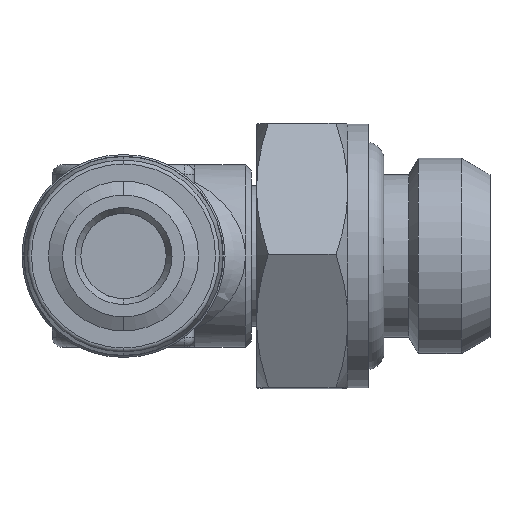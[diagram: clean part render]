
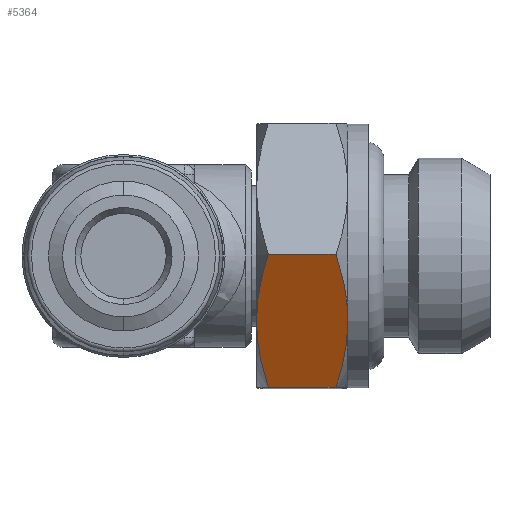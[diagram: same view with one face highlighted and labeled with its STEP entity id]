
A CAD part, left-side view. The second image highlights one B-rep face of the part: STEP entity #5364.
In plain terms, the highlighted planar face has unit normal (-0.871, 0, -0.491).
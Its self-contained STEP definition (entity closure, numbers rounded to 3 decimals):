
#579 = PLANE ( 'NONE',  #3106 ) ;
#598 = CARTESIAN_POINT ( 'NONE',  ( -3.819, -2.35, -6.462 ) ) ;
#599 = DIRECTION ( 'NONE',  ( -0.871, 0., -0.491 ) ) ;
#600 = DIRECTION ( 'NONE',  ( -0.491, 0., 0.871 ) ) ;
#1153 = CARTESIAN_POINT ( 'NONE',  ( -5.818, 9.15, -2.915 ) ) ;
#1154 = CARTESIAN_POINT ( 'NONE',  ( -5.662, 9.15, -3.193 ) ) ;
#1155 = CARTESIAN_POINT ( 'NONE',  ( -3.819, 8.569, -6.462 ) ) ;
#1156 = CARTESIAN_POINT ( 'NONE',  ( -4.12, 8.747, -5.927 ) ) ;
#1157 = CARTESIAN_POINT ( 'NONE',  ( -5.975, 9.136, -2.637 ) ) ;
#1158 = CARTESIAN_POINT ( 'NONE',  ( -6.286, 9.083, -2.085 ) ) ;
#1159 = CARTESIAN_POINT ( 'NONE',  ( -6.441, 9.044, -1.812 ) ) ;
#1160 = CARTESIAN_POINT ( 'NONE',  ( -6.901, 8.892, -0.995 ) ) ;
#1161 = CARTESIAN_POINT ( 'NONE',  ( -7.204, 8.746, -0.457 ) ) ;
#1162 = CARTESIAN_POINT ( 'NONE',  ( -7.505, 8.569, 0.076 ) ) ;
#1165 = CARTESIAN_POINT ( 'NONE',  ( -4.424, 8.893, -5.388 ) ) ;
#1166 = CARTESIAN_POINT ( 'NONE',  ( -5.038, 9.095, -4.3 ) ) ;
#1167 = CARTESIAN_POINT ( 'NONE',  ( -5.348, 9.15, -3.75 ) ) ;
#1168 = CARTESIAN_POINT ( 'NONE',  ( -5.662, 9.15, -3.193 ) ) ;
#2269 = LINE ( 'NONE', #8026, #2273 ) ;
#2273 = VECTOR ( 'NONE', #8025, 1000. ) ;
#2274 = LINE ( 'NONE', #8042, #2275 ) ;
#2275 = VECTOR ( 'NONE', #8041, 1000. ) ;
#2366 = ORIENTED_EDGE ( 'NONE', *, *, #2784, .F. ) ;
#2367 = ORIENTED_EDGE ( 'NONE', *, *, #2768, .F. ) ;
#2368 = ORIENTED_EDGE ( 'NONE', *, *, #2767, .F. ) ;
#2369 = ORIENTED_EDGE ( 'NONE', *, *, #2781, .T. ) ;
#2370 = ORIENTED_EDGE ( 'NONE', *, *, #8477, .F. ) ;
#2371 = ORIENTED_EDGE ( 'NONE', *, *, #8478, .F. ) ;
#2767 = EDGE_CURVE ( 'NONE', #4860, #4867, #2791, .T. ) ;
#2768 = EDGE_CURVE ( 'NONE', #4867, #4872, #2790, .T. ) ;
#2781 = EDGE_CURVE ( 'NONE', #4860, #4899, #2269, .T. ) ;
#2784 = EDGE_CURVE ( 'NONE', #4872, #4818, #2274, .T. ) ;
#2790 = B_SPLINE_CURVE_WITH_KNOTS ( 'NONE', 3,
 ( #8475, #8474, #7960, #7961, #7962, #7963, #7964, #7965 ),
 .UNSPECIFIED., .F., .F.,
 ( 4, 2, 2, 4 ),
 ( 0.004, 0.005, 0.006, 0.008 ),
 .UNSPECIFIED. ) ;
#2791 = B_SPLINE_CURVE_WITH_KNOTS ( 'NONE', 3,
 ( #7952, #7954, #7955, #7956, #7957, #7958 ),
 .UNSPECIFIED., .F., .F.,
 ( 4, 2, 4 ),
 ( 0., 0.002, 0.004 ),
 .UNSPECIFIED. ) ;
#3106 = AXIS2_PLACEMENT_3D ( 'NONE', #598, #599, #600 ) ;
#4718 = FACE_OUTER_BOUND ( 'NONE', #7726, .T. ) ;
#4818 = VERTEX_POINT ( 'NONE', #8111 ) ;
#4860 = VERTEX_POINT ( 'NONE', #8141 ) ;
#4862 = VERTEX_POINT ( 'NONE', #8143 ) ;
#4867 = VERTEX_POINT ( 'NONE', #8146 ) ;
#4872 = VERTEX_POINT ( 'NONE', #8148 ) ;
#4899 = VERTEX_POINT ( 'NONE', #8166 ) ;
#5364 = ADVANCED_FACE ( 'NONE', ( #4718 ), #579, .T. ) ;
#5885 = B_SPLINE_CURVE_WITH_KNOTS ( 'NONE', 3,
 ( #1154, #1153, #1157, #1158, #1159, #1160, #1161, #1162 ),
 .UNSPECIFIED., .F., .F.,
 ( 4, 2, 2, 4 ),
 ( 0.004, 0.005, 0.006, 0.008 ),
 .UNSPECIFIED. ) ;
#5886 = B_SPLINE_CURVE_WITH_KNOTS ( 'NONE', 3,
 ( #1155, #1156, #1165, #1166, #1167, #1168 ),
 .UNSPECIFIED., .F., .F.,
 ( 4, 2, 4 ),
 ( 0., 0.002, 0.004 ),
 .UNSPECIFIED. ) ;
#7726 = EDGE_LOOP ( 'NONE', ( #2366, #2367, #2368, #2369, #2370, #2371 ) ) ;
#7952 = CARTESIAN_POINT ( 'NONE',  ( -7.505, 5.231, 0.076 ) ) ;
#7954 = CARTESIAN_POINT ( 'NONE',  ( -7.204, 5.053, -0.459 ) ) ;
#7955 = CARTESIAN_POINT ( 'NONE',  ( -6.9, 4.907, -0.997 ) ) ;
#7956 = CARTESIAN_POINT ( 'NONE',  ( -6.286, 4.705, -2.086 ) ) ;
#7957 = CARTESIAN_POINT ( 'NONE',  ( -5.976, 4.65, -2.636 ) ) ;
#7958 = CARTESIAN_POINT ( 'NONE',  ( -5.662, 4.65, -3.193 ) ) ;
#7960 = CARTESIAN_POINT ( 'NONE',  ( -5.348, 4.664, -3.749 ) ) ;
#7961 = CARTESIAN_POINT ( 'NONE',  ( -5.037, 4.717, -4.3 ) ) ;
#7962 = CARTESIAN_POINT ( 'NONE',  ( -4.883, 4.756, -4.574 ) ) ;
#7963 = CARTESIAN_POINT ( 'NONE',  ( -4.423, 4.908, -5.39 ) ) ;
#7964 = CARTESIAN_POINT ( 'NONE',  ( -4.119, 5.054, -5.928 ) ) ;
#7965 = CARTESIAN_POINT ( 'NONE',  ( -3.819, 5.231, -6.462 ) ) ;
#8025 = DIRECTION ( 'NONE',  ( 0., 1., 0. ) ) ;
#8026 = CARTESIAN_POINT ( 'NONE',  ( -7.505, -2.35, 0.076 ) ) ;
#8041 = DIRECTION ( 'NONE',  ( 0., 1., 0. ) ) ;
#8042 = CARTESIAN_POINT ( 'NONE',  ( -3.819, -2.35, -6.462 ) ) ;
#8111 = CARTESIAN_POINT ( 'NONE',  ( -3.819, 8.569, -6.462 ) ) ;
#8141 = CARTESIAN_POINT ( 'NONE',  ( -7.505, 5.231, 0.076 ) ) ;
#8143 = CARTESIAN_POINT ( 'NONE',  ( -5.662, 9.15, -3.193 ) ) ;
#8146 = CARTESIAN_POINT ( 'NONE',  ( -5.662, 4.65, -3.193 ) ) ;
#8148 = CARTESIAN_POINT ( 'NONE',  ( -3.819, 5.231, -6.462 ) ) ;
#8166 = CARTESIAN_POINT ( 'NONE',  ( -7.505, 8.569, 0.076 ) ) ;
#8474 = CARTESIAN_POINT ( 'NONE',  ( -5.505, 4.65, -3.47 ) ) ;
#8475 = CARTESIAN_POINT ( 'NONE',  ( -5.662, 4.65, -3.193 ) ) ;
#8477 = EDGE_CURVE ( 'NONE', #4862, #4899, #5885, .T. ) ;
#8478 = EDGE_CURVE ( 'NONE', #4818, #4862, #5886, .T. ) ;
